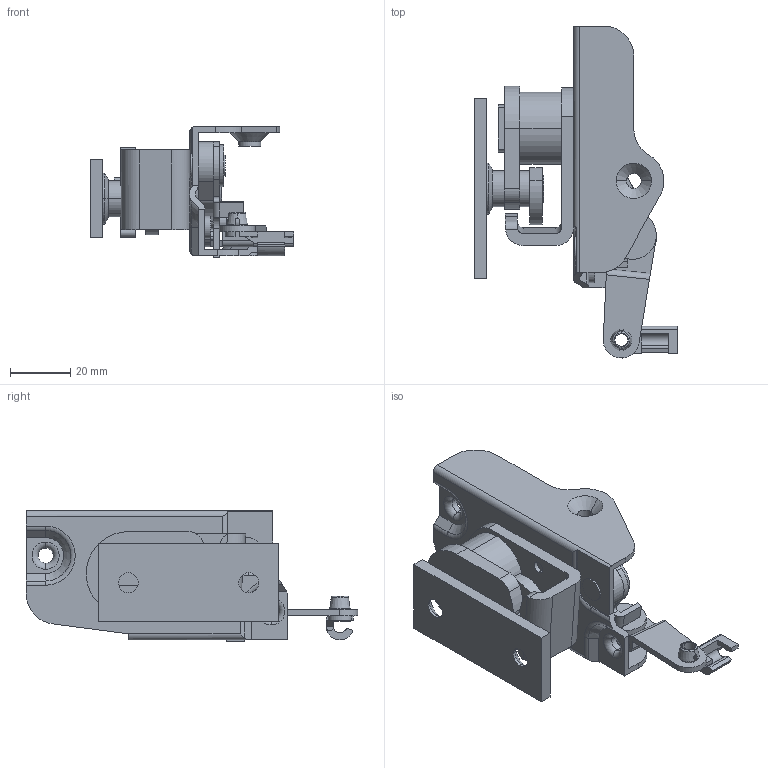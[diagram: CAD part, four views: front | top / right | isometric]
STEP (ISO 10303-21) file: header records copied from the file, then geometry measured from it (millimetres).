
FILE_DESCRIPTION (( 'STEP AP203' ), '1' );
FILE_NAME ('C-889-R.STEP', '2009-01-22T07:24:44', ( ' ' ), ( ' ' ), 'SwSTEP 2.0', 'SolidWorks 2007', '' );
FILE_SCHEMA (( 'CONFIG_CONTROL_DESIGN' ));
Length unit declared in the file: millimetre
Products named in the file (16): C-889-R僀儞僒僀僪僇儉__棉太倌; C-889-R僔儍僼僩__棉太倌; C-889-R儚僢僔儍乕__棉太倌; C-889-R僶僱庴偗僺儞__棉太倌; C-889-R僋僀僢僋僽僢僔儏__棉太倌; C-889-R; C-889-R働乕僗__棉太倌; C-889-R僉儍僢僠僇儉__棉太倌; C-889-R僗僩僢僷乕僇儉__棉太倌; C-889-R僶僱庴斅__棉太倌; C-889-R僈僀僪__棉太倌; C-889-R僇儔乕__棉太倌; C-889-R巟拰__棉太倌; C-889-R操作レバー__ﾃﾞﾌｫﾙﾄ; C-889-R僇僔儊僺儞__棉太倌; C-889-R庴偗__棉太倌
Assembly tree (15 placements, depth 2):
  C-889-R
    C-889-R操作レバー__ﾃﾞﾌｫﾙﾄ
    C-889-R僀儞僒僀僪僇儉__棉太倌
    C-889-R僇儔乕__棉太倌
    C-889-R働乕僗__棉太倌
    C-889-R僉儍僢僠僇儉__棉太倌
    C-889-R僈僀僪__棉太倌
    C-889-R僶僱庴偗僺儞__棉太倌
    C-889-R僗僩僢僷乕僇儉__棉太倌
    C-889-R庴偗__棉太倌
    C-889-R巟拰__棉太倌
    C-889-R僋僀僢僋僽僢僔儏__棉太倌
    C-889-R僔儍僼僩__棉太倌
    C-889-R僇僔儊僺儞__棉太倌
    C-889-R儚僢僔儍乕__棉太倌
    C-889-R僶僱庴斅__棉太倌
Bounding box: 67.59 x 110.3 x 43.5 mm (x, y, z)
Volume: 50869.5 mm3; surface area: 39265.6 mm2
Topology: 15 solids, 15 shells, 432 faces, 1085 edges, 710 vertices
Faces by surface type: cylinder 199, plane 193, cone 28, torus 12
Entity records: 14905 total; most frequent: CARTESIAN_POINT 2417, DIRECTION 2383, ORIENTED_EDGE 2170, EDGE_CURVE 1085, AXIS2_PLACEMENT_3D 894, VERTEX_POINT 710, VECTOR 595, LINE 595
